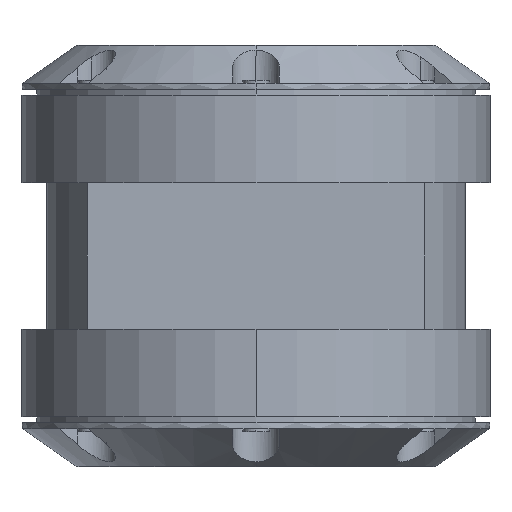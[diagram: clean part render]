
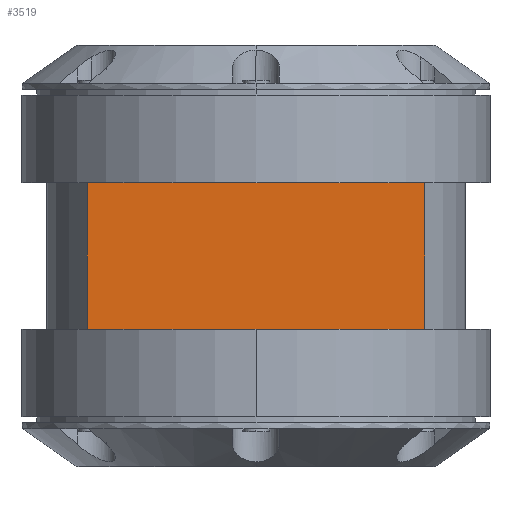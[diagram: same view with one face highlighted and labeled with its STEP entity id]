
A CAD part, left-side view. The second image highlights one B-rep face of the part: STEP entity #3519.
In plain terms, the highlighted planar face has unit normal (-1, 0, 0).
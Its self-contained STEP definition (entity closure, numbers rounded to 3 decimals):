
#310 = CARTESIAN_POINT ( 'NONE',  ( -44.262, 28.865, 12.5 ) ) ;
#461 = VERTEX_POINT ( 'NONE', #4712 ) ;
#591 = VERTEX_POINT ( 'NONE', #4413 ) ;
#759 = DIRECTION ( 'NONE',  ( 0., -1., 0. ) ) ;
#1117 = AXIS2_PLACEMENT_3D ( 'NONE', #1960, #3229, #4916 ) ;
#1293 = LINE ( 'NONE', #2972, #1495 ) ;
#1417 = CARTESIAN_POINT ( 'NONE',  ( -44.262, -28.865, 27.5 ) ) ;
#1495 = VECTOR ( 'NONE', #4652, 1000. ) ;
#1554 = VERTEX_POINT ( 'NONE', #2469 ) ;
#1804 = EDGE_CURVE ( 'NONE', #591, #461, #5182, .T. ) ;
#1960 = CARTESIAN_POINT ( 'NONE',  ( -44.262, 28.865, 27.5 ) ) ;
#2017 = VECTOR ( 'NONE', #3941, 1000. ) ;
#2469 = CARTESIAN_POINT ( 'NONE',  ( -44.262, 28.865, -12.5 ) ) ;
#2742 = CARTESIAN_POINT ( 'NONE',  ( -44.262, 28.865, 12.5 ) ) ;
#2959 = VECTOR ( 'NONE', #4993, 1000. ) ;
#2972 = CARTESIAN_POINT ( 'NONE',  ( -44.262, 28.865, 27.5 ) ) ;
#3177 = PLANE ( 'NONE',  #1117 ) ;
#3221 = EDGE_CURVE ( 'NONE', #1554, #461, #4645, .T. ) ;
#3229 = DIRECTION ( 'NONE',  ( 1., 0., 0. ) ) ;
#3519 = ADVANCED_FACE ( 'NONE', ( #3946 ), #3177, .F. ) ;
#3589 = EDGE_CURVE ( 'NONE', #4281, #591, #5403, .T. ) ;
#3830 = VECTOR ( 'NONE', #759, 1000. ) ;
#3905 = EDGE_LOOP ( 'NONE', ( #4366, #4622, #5039, #5217 ) ) ;
#3941 = DIRECTION ( 'NONE',  ( 0., 0., -1. ) ) ;
#3946 = FACE_OUTER_BOUND ( 'NONE', #3905, .T. ) ;
#4281 = VERTEX_POINT ( 'NONE', #2742 ) ;
#4366 = ORIENTED_EDGE ( 'NONE', *, *, #3589, .F. ) ;
#4413 = CARTESIAN_POINT ( 'NONE',  ( -44.262, -28.865, 12.5 ) ) ;
#4615 = CARTESIAN_POINT ( 'NONE',  ( -44.262, 28.865, -12.5 ) ) ;
#4622 = ORIENTED_EDGE ( 'NONE', *, *, #5140, .T. ) ;
#4645 = LINE ( 'NONE', #4615, #3830 ) ;
#4652 = DIRECTION ( 'NONE',  ( 0., 0., -1. ) ) ;
#4712 = CARTESIAN_POINT ( 'NONE',  ( -44.262, -28.865, -12.5 ) ) ;
#4916 = DIRECTION ( 'NONE',  ( 0., 1., 0. ) ) ;
#4993 = DIRECTION ( 'NONE',  ( 0., -1., 0. ) ) ;
#5039 = ORIENTED_EDGE ( 'NONE', *, *, #3221, .T. ) ;
#5140 = EDGE_CURVE ( 'NONE', #4281, #1554, #1293, .T. ) ;
#5182 = LINE ( 'NONE', #1417, #2017 ) ;
#5217 = ORIENTED_EDGE ( 'NONE', *, *, #1804, .F. ) ;
#5403 = LINE ( 'NONE', #310, #2959 ) ;
